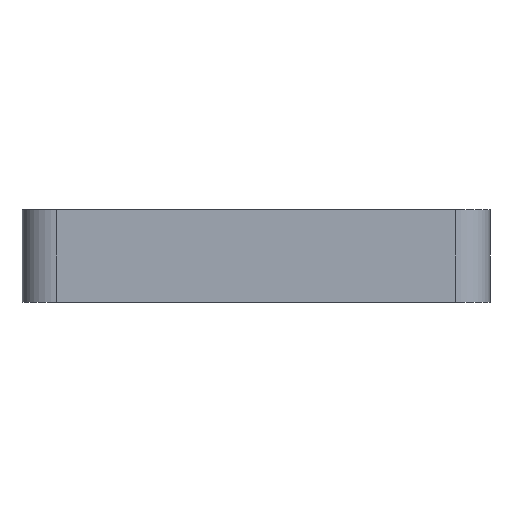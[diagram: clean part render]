
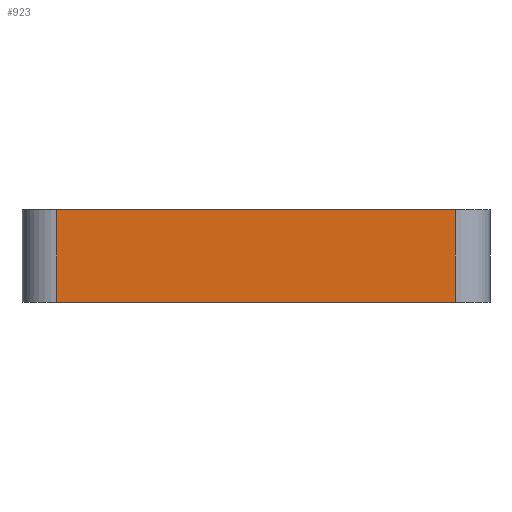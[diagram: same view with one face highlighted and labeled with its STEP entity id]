
A CAD part, left-side view. The second image highlights one B-rep face of the part: STEP entity #923.
In plain terms, the highlighted planar face has unit normal (-1, 0, 0).
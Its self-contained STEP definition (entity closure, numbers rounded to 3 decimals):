
#209 = CARTESIAN_POINT ( 'NONE',  ( -23.067, -20.121, 3. ) ) ;
#467 = VECTOR ( 'NONE', #2268, 1000. ) ;
#504 = EDGE_CURVE ( 'NONE', #1490, #924, #2318, .T. ) ;
#629 = VERTEX_POINT ( 'NONE', #741 ) ;
#659 = DIRECTION ( 'NONE',  ( -1., 0., 0. ) ) ;
#678 = EDGE_LOOP ( 'NONE', ( #2448, #2135, #981, #1830 ) ) ;
#741 = CARTESIAN_POINT ( 'NONE',  ( -23.067, 14.379, 3. ) ) ;
#848 = EDGE_CURVE ( 'NONE', #1068, #1490, #1340, .T. ) ;
#854 = VECTOR ( 'NONE', #1809, 1000. ) ;
#923 = ADVANCED_FACE ( 'NONE', ( #3038 ), #1896, .T. ) ;
#924 = VERTEX_POINT ( 'NONE', #209 ) ;
#968 = CARTESIAN_POINT ( 'NONE',  ( -23.067, 14.379, -5. ) ) ;
#981 = ORIENTED_EDGE ( 'NONE', *, *, #848, .T. ) ;
#1068 = VERTEX_POINT ( 'NONE', #968 ) ;
#1098 = CARTESIAN_POINT ( 'NONE',  ( -23.067, 14.379, -5. ) ) ;
#1101 = LINE ( 'NONE', #2012, #467 ) ;
#1166 = DIRECTION ( 'NONE',  ( 0., 0., 1. ) ) ;
#1340 = LINE ( 'NONE', #1098, #854 ) ;
#1394 = EDGE_CURVE ( 'NONE', #629, #924, #1827, .T. ) ;
#1490 = VERTEX_POINT ( 'NONE', #2803 ) ;
#1766 = EDGE_CURVE ( 'NONE', #1068, #629, #1101, .T. ) ;
#1809 = DIRECTION ( 'NONE',  ( 0., -1., 0. ) ) ;
#1827 = LINE ( 'NONE', #2753, #2701 ) ;
#1830 = ORIENTED_EDGE ( 'NONE', *, *, #504, .T. ) ;
#1889 = AXIS2_PLACEMENT_3D ( 'NONE', #2066, #659, #2310 ) ;
#1896 = PLANE ( 'NONE',  #1889 ) ;
#2012 = CARTESIAN_POINT ( 'NONE',  ( -23.067, 14.379, -5. ) ) ;
#2066 = CARTESIAN_POINT ( 'NONE',  ( -23.067, 14.379, -5. ) ) ;
#2135 = ORIENTED_EDGE ( 'NONE', *, *, #1766, .F. ) ;
#2268 = DIRECTION ( 'NONE',  ( 0., 0., 1. ) ) ;
#2284 = DIRECTION ( 'NONE',  ( 0., -1., 0. ) ) ;
#2310 = DIRECTION ( 'NONE',  ( 0., -1., 0. ) ) ;
#2318 = LINE ( 'NONE', #2963, #2347 ) ;
#2347 = VECTOR ( 'NONE', #1166, 1000. ) ;
#2448 = ORIENTED_EDGE ( 'NONE', *, *, #1394, .F. ) ;
#2701 = VECTOR ( 'NONE', #2284, 1000. ) ;
#2753 = CARTESIAN_POINT ( 'NONE',  ( -23.067, 14.379, 3. ) ) ;
#2803 = CARTESIAN_POINT ( 'NONE',  ( -23.067, -20.121, -5. ) ) ;
#2963 = CARTESIAN_POINT ( 'NONE',  ( -23.067, -20.121, -5. ) ) ;
#3038 = FACE_OUTER_BOUND ( 'NONE', #678, .T. ) ;
